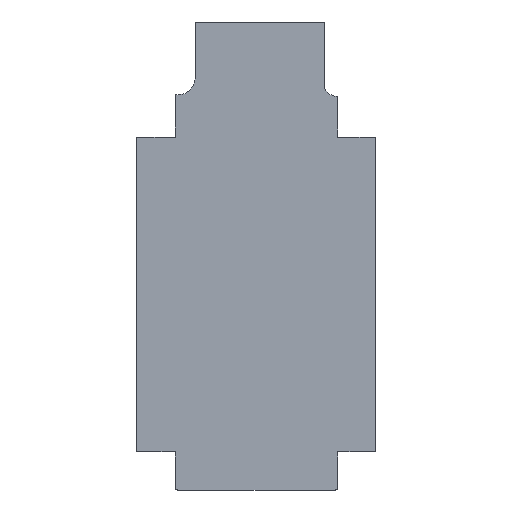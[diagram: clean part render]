
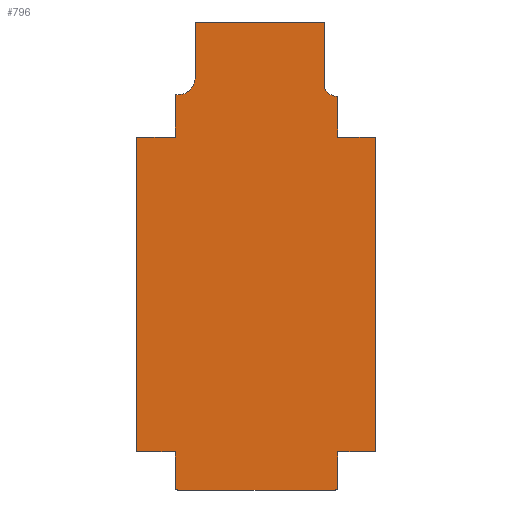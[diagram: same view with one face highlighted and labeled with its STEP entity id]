
A CAD part, front view. The second image highlights one B-rep face of the part: STEP entity #796.
In plain terms, the highlighted planar face has unit normal (0, -1, 0).
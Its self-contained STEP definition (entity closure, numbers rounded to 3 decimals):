
#19=CIRCLE('',#850,1.423);
#20=CIRCLE('',#851,0.2);
#21=CIRCLE('',#852,0.2);
#22=CIRCLE('',#853,1.28);
#58=FACE_OUTER_BOUND('',#99,.T.);
#99=EDGE_LOOP('',(#637,#638,#639,#640,#641,#642,#643,#644,#645,#646,#647,
#648,#649,#650,#651,#652,#653,#654));
#149=LINE('',#1143,#251);
#165=LINE('',#1176,#267);
#169=LINE('',#1184,#271);
#180=LINE('',#1205,#282);
#183=LINE('',#1574,#285);
#191=LINE('',#1592,#293);
#192=LINE('',#1594,#294);
#193=LINE('',#1596,#295);
#194=LINE('',#1600,#296);
#195=LINE('',#1604,#297);
#196=LINE('',#1605,#298);
#197=LINE('',#1607,#299);
#198=LINE('',#1610,#300);
#199=LINE('',#1611,#301);
#251=VECTOR('',#931,10.);
#267=VECTOR('',#957,10.);
#271=VECTOR('',#961,10.);
#282=VECTOR('',#974,10.);
#285=VECTOR('',#983,10.);
#293=VECTOR('',#1001,10.);
#294=VECTOR('',#1002,10.);
#295=VECTOR('',#1003,10.);
#296=VECTOR('',#1006,10.);
#297=VECTOR('',#1009,10.);
#298=VECTOR('',#1010,10.);
#299=VECTOR('',#1011,10.);
#300=VECTOR('',#1014,10.);
#301=VECTOR('',#1015,10.);
#343=VERTEX_POINT('',#1140);
#344=VERTEX_POINT('',#1142);
#355=VERTEX_POINT('',#1173);
#356=VERTEX_POINT('',#1175);
#359=VERTEX_POINT('',#1181);
#360=VERTEX_POINT('',#1183);
#369=VERTEX_POINT('',#1203);
#372=VERTEX_POINT('',#1573);
#376=VERTEX_POINT('',#1589);
#377=VERTEX_POINT('',#1590);
#378=VERTEX_POINT('',#1593);
#379=VERTEX_POINT('',#1595);
#380=VERTEX_POINT('',#1597);
#381=VERTEX_POINT('',#1599);
#382=VERTEX_POINT('',#1601);
#383=VERTEX_POINT('',#1603);
#384=VERTEX_POINT('',#1606);
#385=VERTEX_POINT('',#1609);
#428=EDGE_CURVE('',#343,#344,#149,.T.);
#444=EDGE_CURVE('',#356,#355,#165,.T.);
#448=EDGE_CURVE('',#360,#359,#169,.T.);
#459=EDGE_CURVE('',#355,#369,#180,.T.);
#466=EDGE_CURVE('',#372,#360,#183,.T.);
#474=EDGE_CURVE('',#376,#377,#19,.T.);
#475=EDGE_CURVE('',#356,#377,#191,.T.);
#476=EDGE_CURVE('',#369,#378,#192,.T.);
#477=EDGE_CURVE('',#379,#378,#193,.T.);
#478=EDGE_CURVE('',#380,#379,#20,.T.);
#479=EDGE_CURVE('',#381,#380,#194,.T.);
#480=EDGE_CURVE('',#382,#381,#21,.T.);
#481=EDGE_CURVE('',#383,#382,#195,.T.);
#482=EDGE_CURVE('',#383,#372,#196,.T.);
#483=EDGE_CURVE('',#359,#384,#197,.T.);
#484=EDGE_CURVE('',#384,#344,#22,.T.);
#485=EDGE_CURVE('',#343,#385,#198,.T.);
#486=EDGE_CURVE('',#385,#376,#199,.T.);
#637=ORIENTED_EDGE('',*,*,#474,.T.);
#638=ORIENTED_EDGE('',*,*,#475,.F.);
#639=ORIENTED_EDGE('',*,*,#444,.T.);
#640=ORIENTED_EDGE('',*,*,#459,.T.);
#641=ORIENTED_EDGE('',*,*,#476,.T.);
#642=ORIENTED_EDGE('',*,*,#477,.F.);
#643=ORIENTED_EDGE('',*,*,#478,.F.);
#644=ORIENTED_EDGE('',*,*,#479,.F.);
#645=ORIENTED_EDGE('',*,*,#480,.F.);
#646=ORIENTED_EDGE('',*,*,#481,.F.);
#647=ORIENTED_EDGE('',*,*,#482,.T.);
#648=ORIENTED_EDGE('',*,*,#466,.T.);
#649=ORIENTED_EDGE('',*,*,#448,.T.);
#650=ORIENTED_EDGE('',*,*,#483,.T.);
#651=ORIENTED_EDGE('',*,*,#484,.T.);
#652=ORIENTED_EDGE('',*,*,#428,.F.);
#653=ORIENTED_EDGE('',*,*,#485,.T.);
#654=ORIENTED_EDGE('',*,*,#486,.T.);
#759=PLANE('',#849);
#796=ADVANCED_FACE('',(#58),#759,.F.);
#849=AXIS2_PLACEMENT_3D('',#1588,#997,#998);
#850=AXIS2_PLACEMENT_3D('',#1591,#999,#1000);
#851=AXIS2_PLACEMENT_3D('',#1598,#1004,#1005);
#852=AXIS2_PLACEMENT_3D('',#1602,#1007,#1008);
#853=AXIS2_PLACEMENT_3D('',#1608,#1012,#1013);
#931=DIRECTION('',(0.,0.,-1.));
#957=DIRECTION('',(-1.,0.,0.));
#961=DIRECTION('',(-1.,0.,0.));
#974=DIRECTION('',(0.,0.,-1.));
#983=DIRECTION('',(0.,0.,1.));
#997=DIRECTION('center_axis',(0.,1.,0.));
#998=DIRECTION('ref_axis',(1.,0.,0.));
#999=DIRECTION('center_axis',(0.,1.,0.));
#1000=DIRECTION('ref_axis',(0.998,0.,-0.068));
#1001=DIRECTION('',(0.,0.,1.));
#1002=DIRECTION('',(1.,0.,0.));
#1003=DIRECTION('',(0.,0.,1.));
#1004=DIRECTION('center_axis',(0.,1.,0.));
#1005=DIRECTION('ref_axis',(0.,0.,-1.));
#1006=DIRECTION('',(-1.,0.,0.));
#1007=DIRECTION('center_axis',(0.,1.,0.));
#1008=DIRECTION('ref_axis',(1.,0.,0.));
#1009=DIRECTION('',(0.,0.,-1.));
#1010=DIRECTION('',(1.,0.,0.));
#1011=DIRECTION('',(0.,0.,1.));
#1012=DIRECTION('center_axis',(0.,1.,0.));
#1013=DIRECTION('ref_axis',(-0.023,0.,-1.));
#1014=DIRECTION('',(-1.,0.,0.));
#1015=DIRECTION('',(0.,0.,-1.));
#1140=CARTESIAN_POINT('',(9.5,0.,23.));
#1142=CARTESIAN_POINT('',(9.5,0.,17.5));
#1143=CARTESIAN_POINT('',(9.5,0.,23.));
#1173=CARTESIAN_POINT('',(-6.,0.,13.494));
#1175=CARTESIAN_POINT('',(-2.815,0.,13.494));
#1176=CARTESIAN_POINT('',(13.7,0.,13.494));
#1181=CARTESIAN_POINT('',(10.591,0.,13.494));
#1183=CARTESIAN_POINT('',(13.7,0.,13.494));
#1184=CARTESIAN_POINT('',(13.7,0.,13.494));
#1203=CARTESIAN_POINT('',(-6.,0.,-12.506));
#1205=CARTESIAN_POINT('',(-6.,0.,13.494));
#1573=CARTESIAN_POINT('',(13.7,0.,-12.506));
#1574=CARTESIAN_POINT('',(13.7,0.,-12.506));
#1588=CARTESIAN_POINT('Origin',(3.85,0.,3.674));
#1589=CARTESIAN_POINT('',(-1.176,0.,18.309));
#1590=CARTESIAN_POINT('',(-2.815,0.,17.));
#1591=CARTESIAN_POINT('Origin',(-2.595,0.,18.406));
#1592=CARTESIAN_POINT('',(-2.815,0.,13.494));
#1593=CARTESIAN_POINT('',(-2.827,0.,-12.506));
#1594=CARTESIAN_POINT('',(-6.,0.,-12.506));
#1595=CARTESIAN_POINT('',(-2.827,0.,-15.452));
#1596=CARTESIAN_POINT('',(-2.827,0.,-15.452));
#1597=CARTESIAN_POINT('',(-2.627,0.,-15.652));
#1598=CARTESIAN_POINT('Origin',(-2.627,0.,-15.452));
#1599=CARTESIAN_POINT('',(10.412,0.,-15.652));
#1600=CARTESIAN_POINT('',(10.412,0.,-15.652));
#1601=CARTESIAN_POINT('',(10.612,0.,-15.452));
#1602=CARTESIAN_POINT('Origin',(10.412,0.,-15.452));
#1603=CARTESIAN_POINT('',(10.612,0.,-12.506));
#1604=CARTESIAN_POINT('',(10.612,0.,-12.506));
#1605=CARTESIAN_POINT('',(-6.,0.,-12.506));
#1606=CARTESIAN_POINT('',(10.591,0.,16.84));
#1607=CARTESIAN_POINT('',(10.591,0.,14.));
#1608=CARTESIAN_POINT('Origin',(10.62,0.,18.12));
#1609=CARTESIAN_POINT('',(-1.176,0.,23.));
#1610=CARTESIAN_POINT('',(9.5,0.,23.));
#1611=CARTESIAN_POINT('',(-1.176,0.,23.));
